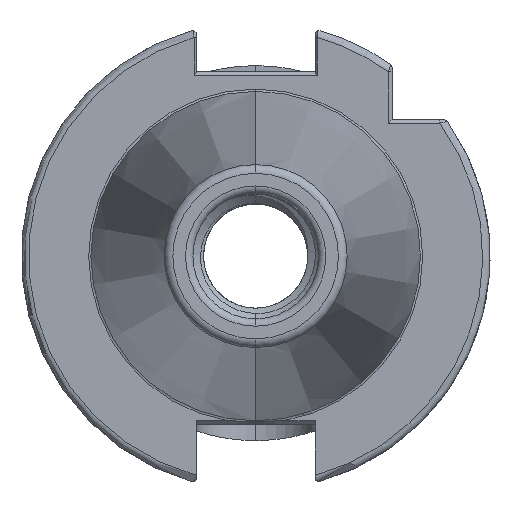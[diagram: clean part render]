
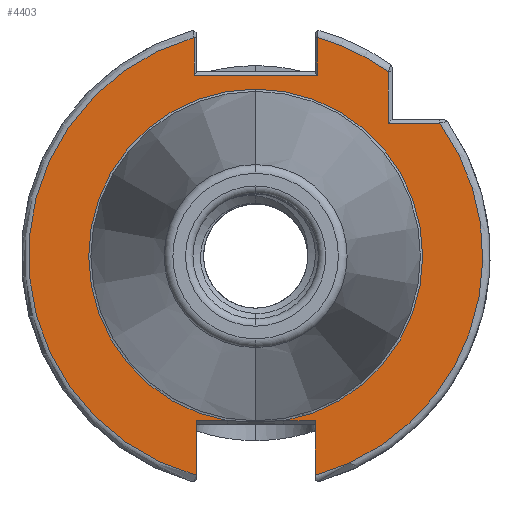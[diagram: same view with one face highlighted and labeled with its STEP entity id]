
A CAD part, left-side view. The second image highlights one B-rep face of the part: STEP entity #4403.
In plain terms, the highlighted planar face has unit normal (-1, 0, 0).
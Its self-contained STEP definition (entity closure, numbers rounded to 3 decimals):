
#89 = AXIS2_PLACEMENT_3D ( 'NONE', #13501, #13488, #13484 ) ;
#104 = AXIS2_PLACEMENT_3D ( 'NONE', #13728, #13711, #13717 ) ;
#108 = AXIS2_PLACEMENT_3D ( 'NONE', #13579, #13581, #13575 ) ;
#124 = AXIS2_PLACEMENT_3D ( 'NONE', #13601, #13592, #13583 ) ;
#128 = AXIS2_PLACEMENT_3D ( 'NONE', #13853, #13841, #13834 ) ;
#197 = AXIS2_PLACEMENT_3D ( 'NONE', #20904, #20909, #20933 ) ;
#464 = EDGE_CURVE ( 'NONE', #19512, #19518, #17271, .T. ) ;
#471 = EDGE_CURVE ( 'NONE', #19520, #5735, #17288, .T. ) ;
#479 = EDGE_CURVE ( 'NONE', #17042, #19580, #17289, .T. ) ;
#481 = EDGE_CURVE ( 'NONE', #6056, #19608, #17280, .T. ) ;
#484 = EDGE_CURVE ( 'NONE', #19604, #19608, #17262, .T. ) ;
#485 = EDGE_CURVE ( 'NONE', #19523, #19530, #17270, .T. ) ;
#511 = EDGE_CURVE ( 'NONE', #5735, #17042, #17340, .T. ) ;
#513 = EDGE_CURVE ( 'NONE', #19607, #6043, #17298, .T. ) ;
#526 = EDGE_CURVE ( 'NONE', #19518, #19523, #17317, .T. ) ;
#545 = EDGE_CURVE ( 'NONE', #19580, #19607, #17393, .T. ) ;
#548 = EDGE_CURVE ( 'NONE', #6043, #6056, #17364, .T. ) ;
#556 = EDGE_CURVE ( 'NONE', #5715, #19520, #17372, .T. ) ;
#561 = EDGE_CURVE ( 'NONE', #19530, #5715, #17381, .T. ) ;
#582 = EDGE_CURVE ( 'NONE', #19604, #19512, #17360, .T. ) ;
#4403 = ADVANCED_FACE ( 'NONE', ( #16750 ), #20919, .F. ) ;
#5126 = CARTESIAN_POINT ( 'NONE',  ( 0., -8.335, 24.5 ) ) ;
#5171 = CARTESIAN_POINT ( 'NONE',  ( 0., 8.335, 29.625 ) ) ;
#5226 = CARTESIAN_POINT ( 'NONE',  ( 0., 0., 22.627 ) ) ;
#5239 = CARTESIAN_POINT ( 'NONE',  ( 0., -3.833, -22.3 ) ) ;
#5355 = CARTESIAN_POINT ( 'NONE',  ( 0., 8.05, -29.704 ) ) ;
#5385 = CARTESIAN_POINT ( 'NONE',  ( 0., 8.05, -22.3 ) ) ;
#5392 = CARTESIAN_POINT ( 'NONE',  ( 0., -18., 24.962 ) ) ;
#5403 = CARTESIAN_POINT ( 'NONE',  ( 0., -8.335, 29.625 ) ) ;
#5420 = CARTESIAN_POINT ( 'NONE',  ( 0., -18., 18. ) ) ;
#5421 = CARTESIAN_POINT ( 'NONE',  ( 0., -24.962, 18. ) ) ;
#5422 = CARTESIAN_POINT ( 'NONE',  ( 0., 8.335, 24.5 ) ) ;
#5446 = CARTESIAN_POINT ( 'NONE',  ( 0., -8.05, -29.704 ) ) ;
#5466 = CARTESIAN_POINT ( 'NONE',  ( 0., 3.833, -22.3 ) ) ;
#5494 = CARTESIAN_POINT ( 'NONE',  ( 0., -8.05, -22.3 ) ) ;
#5715 = VERTEX_POINT ( 'NONE', #5126 ) ;
#5735 = VERTEX_POINT ( 'NONE', #5171 ) ;
#6043 = VERTEX_POINT ( 'NONE', #5226 ) ;
#6056 = VERTEX_POINT ( 'NONE', #5239 ) ;
#13444 = CARTESIAN_POINT ( 'NONE',  ( 0., -18.5, 18. ) ) ;
#13448 = CARTESIAN_POINT ( 'NONE',  ( 0., 8.335, 29.704 ) ) ;
#13449 = DIRECTION ( 'NONE',  ( 0., 0., 1. ) ) ;
#13461 = DIRECTION ( 'NONE',  ( 0., 1., 0. ) ) ;
#13483 = CARTESIAN_POINT ( 'NONE',  ( 0., -8.05, -31.776 ) ) ;
#13484 = DIRECTION ( 'NONE',  ( 0., 0., -1. ) ) ;
#13488 = DIRECTION ( 'NONE',  ( -1., 0., 0. ) ) ;
#13495 = DIRECTION ( 'NONE',  ( 0., -1., 0. ) ) ;
#13501 = CARTESIAN_POINT ( 'NONE',  ( 0., 0., 0. ) ) ;
#13505 = DIRECTION ( 'NONE',  ( 0., 0., 1. ) ) ;
#13512 = DIRECTION ( 'NONE',  ( 0., 0., 1. ) ) ;
#13514 = CARTESIAN_POINT ( 'NONE',  ( 0., 8.05, -31.776 ) ) ;
#13518 = CARTESIAN_POINT ( 'NONE',  ( 0., 22.692, -22.3 ) ) ;
#13575 = DIRECTION ( 'NONE',  ( 0., 0., -1. ) ) ;
#13579 = CARTESIAN_POINT ( 'NONE',  ( 0., 0., 0. ) ) ;
#13581 = DIRECTION ( 'NONE',  ( -1., 0., 0. ) ) ;
#13583 = DIRECTION ( 'NONE',  ( 0., 0., -1. ) ) ;
#13592 = DIRECTION ( 'NONE',  ( 1., 0., 0. ) ) ;
#13601 = CARTESIAN_POINT ( 'NONE',  ( 0., 0., 0. ) ) ;
#13632 = DIRECTION ( 'NONE',  ( 0., 0., 1. ) ) ;
#13635 = CARTESIAN_POINT ( 'NONE',  ( 0., -18., 24.594 ) ) ;
#13671 = DIRECTION ( 'NONE',  ( 0., -1., 0. ) ) ;
#13687 = CARTESIAN_POINT ( 'NONE',  ( 0., 22.692, -22.3 ) ) ;
#13702 = DIRECTION ( 'NONE',  ( 0., 1., 0. ) ) ;
#13711 = DIRECTION ( 'NONE',  ( 1., 0., 0. ) ) ;
#13717 = DIRECTION ( 'NONE',  ( 0., 0., -1. ) ) ;
#13728 = CARTESIAN_POINT ( 'NONE',  ( 0., 0., 0. ) ) ;
#13735 = CARTESIAN_POINT ( 'NONE',  ( 0., 8.05, 24.5 ) ) ;
#13748 = CARTESIAN_POINT ( 'NONE',  ( 0., -8.335, 25. ) ) ;
#13756 = DIRECTION ( 'NONE',  ( 0., 0., -1. ) ) ;
#13834 = DIRECTION ( 'NONE',  ( 0., 0., -1. ) ) ;
#13841 = DIRECTION ( 'NONE',  ( -1., 0., 0. ) ) ;
#13853 = CARTESIAN_POINT ( 'NONE',  ( 0., 0., 0. ) ) ;
#16750 = FACE_OUTER_BOUND ( 'NONE', #19736, .T. ) ;
#16791 = ORIENTED_EDGE ( 'NONE', *, *, #513, .T. ) ;
#16792 = ORIENTED_EDGE ( 'NONE', *, *, #471, .T. ) ;
#16806 = ORIENTED_EDGE ( 'NONE', *, *, #582, .T. ) ;
#16811 = ORIENTED_EDGE ( 'NONE', *, *, #556, .T. ) ;
#16812 = ORIENTED_EDGE ( 'NONE', *, *, #548, .T. ) ;
#16814 = ORIENTED_EDGE ( 'NONE', *, *, #481, .T. ) ;
#16819 = ORIENTED_EDGE ( 'NONE', *, *, #479, .T. ) ;
#16836 = ORIENTED_EDGE ( 'NONE', *, *, #511, .T. ) ;
#16872 = ORIENTED_EDGE ( 'NONE', *, *, #484, .F. ) ;
#16873 = ORIENTED_EDGE ( 'NONE', *, *, #545, .T. ) ;
#17042 = VERTEX_POINT ( 'NONE', #5355 ) ;
#17255 = VECTOR ( 'NONE', #13461, 1000. ) ;
#17256 = VECTOR ( 'NONE', #13495, 1000. ) ;
#17262 = LINE ( 'NONE', #13483, #17281 ) ;
#17270 = CIRCLE ( 'NONE', #89, 30.775 ) ;
#17271 = LINE ( 'NONE', #13444, #17255 ) ;
#17274 = VECTOR ( 'NONE', #13449, 1000. ) ;
#17276 = VECTOR ( 'NONE', #13505, 1000. ) ;
#17280 = LINE ( 'NONE', #13518, #17256 ) ;
#17281 = VECTOR ( 'NONE', #13512, 1000. ) ;
#17288 = LINE ( 'NONE', #13448, #17274 ) ;
#17289 = LINE ( 'NONE', #13514, #17276 ) ;
#17298 = CIRCLE ( 'NONE', #124, 22.627 ) ;
#17305 = VECTOR ( 'NONE', #13632, 1000. ) ;
#17317 = LINE ( 'NONE', #13635, #17305 ) ;
#17340 = CIRCLE ( 'NONE', #108, 30.775 ) ;
#17360 = CIRCLE ( 'NONE', #128, 30.775 ) ;
#17363 = VECTOR ( 'NONE', #13671, 1000. ) ;
#17364 = CIRCLE ( 'NONE', #104, 22.627 ) ;
#17368 = VECTOR ( 'NONE', #13702, 1000. ) ;
#17372 = LINE ( 'NONE', #13735, #17368 ) ;
#17381 = LINE ( 'NONE', #13748, #17410 ) ;
#17393 = LINE ( 'NONE', #13687, #17363 ) ;
#17410 = VECTOR ( 'NONE', #13756, 1000. ) ;
#17670 = ORIENTED_EDGE ( 'NONE', *, *, #464, .T. ) ;
#17671 = ORIENTED_EDGE ( 'NONE', *, *, #526, .T. ) ;
#17672 = ORIENTED_EDGE ( 'NONE', *, *, #561, .T. ) ;
#17678 = ORIENTED_EDGE ( 'NONE', *, *, #485, .T. ) ;
#19512 = VERTEX_POINT ( 'NONE', #5421 ) ;
#19518 = VERTEX_POINT ( 'NONE', #5420 ) ;
#19520 = VERTEX_POINT ( 'NONE', #5422 ) ;
#19523 = VERTEX_POINT ( 'NONE', #5392 ) ;
#19530 = VERTEX_POINT ( 'NONE', #5403 ) ;
#19580 = VERTEX_POINT ( 'NONE', #5385 ) ;
#19604 = VERTEX_POINT ( 'NONE', #5446 ) ;
#19607 = VERTEX_POINT ( 'NONE', #5466 ) ;
#19608 = VERTEX_POINT ( 'NONE', #5494 ) ;
#19736 = EDGE_LOOP ( 'NONE', ( #17670, #17671, #17678, #17672, #16811, #16792, #16836, #16819, #16873, #16791, #16812, #16814, #16872, #16806 ) ) ;
#20904 = CARTESIAN_POINT ( 'NONE',  ( 0., 22.692, 0. ) ) ;
#20909 = DIRECTION ( 'NONE',  ( 1., 0., 0. ) ) ;
#20919 = PLANE ( 'NONE',  #197 ) ;
#20933 = DIRECTION ( 'NONE',  ( 0., 0., -1. ) ) ;
